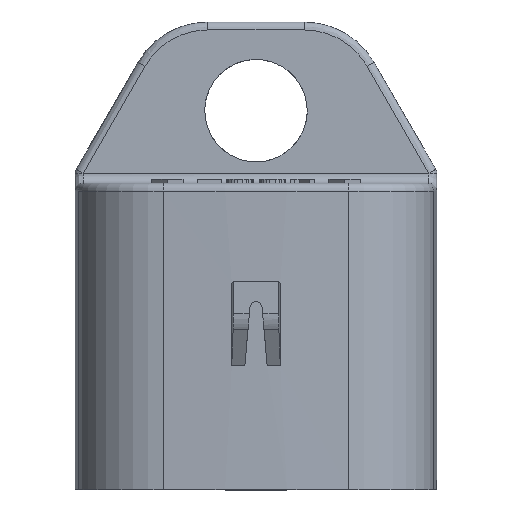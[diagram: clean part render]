
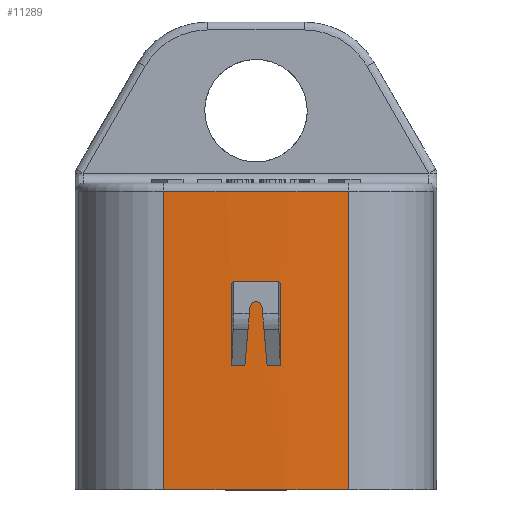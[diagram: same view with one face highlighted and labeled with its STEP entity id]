
A CAD part, top view. The second image highlights one B-rep face of the part: STEP entity #11289.
In plain terms, the highlighted cylindrical face has radius 77.824 mm (diameter 155.648 mm), a partial arc.
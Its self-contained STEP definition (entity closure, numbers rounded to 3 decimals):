
#42=CARTESIAN_POINT('',(0.,-19.25,-68.856));
#43=DIRECTION('',(0.,1.,0.));
#44=DIRECTION('',(-0.074,0.,0.997));
#45=AXIS2_PLACEMENT_3D('',#42,#43,#44);
#2887=DIRECTION('',(0.,1.,0.));
#2888=VECTOR('',#2887,18.5);
#2889=CARTESIAN_POINT('',(5.74,-19.25,8.756));
#2890=LINE('',#2889,#2888);
#2891=CARTESIAN_POINT('',(-0.69,-11.545,
8.965));
#2892=CARTESIAN_POINT('',(-0.585,-10.344,
8.966));
#2893=CARTESIAN_POINT('',(-0.48,-9.144,
8.967));
#2894=CARTESIAN_POINT('',(-0.375,-7.944,8.967));
#2896=CARTESIAN_POINT('',(0.375,-7.944,
8.967));
#2897=CARTESIAN_POINT('',(0.48,-9.144,
8.967));
#2898=CARTESIAN_POINT('',(0.585,-10.344,
8.966));
#2899=CARTESIAN_POINT('',(0.69,-11.545,
8.965));
#2901=CARTESIAN_POINT('',(0.69,-11.545,
8.965));
#2902=CARTESIAN_POINT('',(0.96,-11.549,
8.963));
#2903=CARTESIAN_POINT('',(1.23,-11.555,8.959));
#2904=CARTESIAN_POINT('',(1.5,-11.564,8.954));
#2906=DIRECTION('',(0.,1.,0.));
#2907=VECTOR('',#2906,5.079);
#2908=CARTESIAN_POINT('',(1.5,-11.564,8.954));
#2909=LINE('',#2908,#2907);
#2910=DIRECTION('',(0.,-1.,0.));
#2911=VECTOR('',#2910,5.079);
#2912=CARTESIAN_POINT('',(-1.5,-6.485,8.954));
#2913=LINE('',#2912,#2911);
#2914=CARTESIAN_POINT('',(-1.5,-11.564,8.954));
#2915=CARTESIAN_POINT('',(-1.23,-11.555,
8.959));
#2916=CARTESIAN_POINT('',(-0.96,-11.549,
8.963));
#2917=CARTESIAN_POINT('',(-0.69,-11.545,
8.965));
#2919=CARTESIAN_POINT('',(0.,-0.75,-68.856));
#2920=DIRECTION('',(0.,-1.,0.));
#2921=DIRECTION('',(0.074,0.,0.997));
#2922=AXIS2_PLACEMENT_3D('',#2919,#2920,#2921);
#2924=DIRECTION('',(0.,1.,0.));
#2925=VECTOR('',#2924,18.5);
#2926=CARTESIAN_POINT('',(-5.74,-19.25,8.756));
#2927=LINE('',#2926,#2925);
#2978=CARTESIAN_POINT('',(-1.5,-6.485,8.954));
#2979=CARTESIAN_POINT('',(-0.5,-6.484,8.973));
#2980=CARTESIAN_POINT('',(0.5,-6.484,8.973));
#2981=CARTESIAN_POINT('',(1.5,-6.485,8.954));
#3019=CARTESIAN_POINT('',(0.375,-7.944,
8.967));
#3020=CARTESIAN_POINT('',(0.371,-7.903,
8.967));
#3021=CARTESIAN_POINT('',(0.351,-7.822,
8.967));
#3022=CARTESIAN_POINT('',(0.281,-7.715,
8.968));
#3023=CARTESIAN_POINT('',(0.183,-7.64,
8.968));
#3024=CARTESIAN_POINT('',(0.061,-7.598,
8.968));
#3025=CARTESIAN_POINT('',(-0.061,-7.598,
8.968));
#3026=CARTESIAN_POINT('',(-0.183,-7.64,
8.968));
#3027=CARTESIAN_POINT('',(-0.281,-7.716,
8.968));
#3028=CARTESIAN_POINT('',(-0.351,-7.822,
8.967));
#3029=CARTESIAN_POINT('',(-0.371,-7.903,
8.967));
#3030=CARTESIAN_POINT('',(-0.375,-7.944,8.967));
#6380=CARTESIAN_POINT('',(-5.74,-19.25,8.756));
#6381=CARTESIAN_POINT('',(5.74,-19.25,8.756));
#6382=VERTEX_POINT('',#6380);
#6383=VERTEX_POINT('',#6381);
#6392=VERTEX_POINT('',#2891);
#6393=VERTEX_POINT('',#2894);
#6394=VERTEX_POINT('',#3019);
#6395=VERTEX_POINT('',#2899);
#6396=VERTEX_POINT('',#2904);
#6397=CARTESIAN_POINT('',(1.5,-6.485,8.954));
#6398=VERTEX_POINT('',#6397);
#6399=VERTEX_POINT('',#2978);
#6400=CARTESIAN_POINT('',(-1.5,-11.564,8.954));
#6401=VERTEX_POINT('',#6400);
#7060=CARTESIAN_POINT('',(-5.74,-0.75,8.756));
#7061=VERTEX_POINT('',#7060);
#7064=CARTESIAN_POINT('',(5.74,-0.75,8.756));
#7065=VERTEX_POINT('',#7064);
#11259=CARTESIAN_POINT('',(0.,-4.2,-68.856));
#11260=DIRECTION('',(0.,1.,0.));
#11261=DIRECTION('',(1.,0.,0.));
#11262=AXIS2_PLACEMENT_3D('',#11259,#11260,#11261);
#11263=CYLINDRICAL_SURFACE('',#11262,77.824);
#11265=ORIENTED_EDGE('',*,*,#11264,.F.);
#11266=ORIENTED_EDGE('',*,*,#11254,.F.);
#11267=ORIENTED_EDGE('',*,*,#7782,.F.);
#11268=ORIENTED_EDGE('',*,*,#10448,.T.);
#11269=EDGE_LOOP('',(#11265,#11266,#11267,#11268));
#11270=FACE_OUTER_BOUND('',#11269,.F.);
#11272=ORIENTED_EDGE('',*,*,#11271,.T.);
#11274=ORIENTED_EDGE('',*,*,#11273,.F.);
#11276=ORIENTED_EDGE('',*,*,#11275,.T.);
#11278=ORIENTED_EDGE('',*,*,#11277,.T.);
#11280=ORIENTED_EDGE('',*,*,#11279,.T.);
#11282=ORIENTED_EDGE('',*,*,#11281,.F.);
#11284=ORIENTED_EDGE('',*,*,#11283,.T.);
#11286=ORIENTED_EDGE('',*,*,#11285,.T.);
#11287=EDGE_LOOP('',(#11272,#11274,#11276,#11278,#11280,#11282,#11284,#11286));
#11288=FACE_BOUND('',#11287,.F.);
#11289=ADVANCED_FACE('',(#11270,#11288),#11263,.T.);
#46=CIRCLE('',#45,77.824);
#2895=B_SPLINE_CURVE_WITH_KNOTS('',3,(#2891,#2892,#2893,#2894),.UNSPECIFIED.,
.F.,.F.,(4,4),(0.,1.),.UNSPECIFIED.);
#2900=B_SPLINE_CURVE_WITH_KNOTS('',3,(#2896,#2897,#2898,#2899),.UNSPECIFIED.,
.F.,.F.,(4,4),(0.,1.),.UNSPECIFIED.);
#2905=B_SPLINE_CURVE_WITH_KNOTS('',3,(#2901,#2902,#2903,#2904),.UNSPECIFIED.,
.F.,.F.,(4,4),(0.,1.),.UNSPECIFIED.);
#2918=B_SPLINE_CURVE_WITH_KNOTS('',3,(#2914,#2915,#2916,#2917),.UNSPECIFIED.,
.F.,.F.,(4,4),(0.,1.),.UNSPECIFIED.);
#2923=CIRCLE('',#2922,77.824);
#2982=B_SPLINE_CURVE_WITH_KNOTS('',3,(#2978,#2979,#2980,#2981),.UNSPECIFIED.,
.F.,.F.,(4,4),(0.,1.),.UNSPECIFIED.);
#3031=B_SPLINE_CURVE_WITH_KNOTS('',3,(#3019,#3020,#3021,#3022,#3023,#3024,#3025,
#3026,#3027,#3028,#3029,#3030),.UNSPECIFIED.,.F.,.F.,(4,1,1,1,1,1,1,1,1,4),
(0.,0.111,0.222,0.333,0.444,
0.556,0.667,0.778,0.889,1.),
.UNSPECIFIED.);
#7782=EDGE_CURVE('',#6382,#6383,#46,.T.);
#10448=EDGE_CURVE('',#6382,#7061,#2927,.T.);
#11254=EDGE_CURVE('',#6383,#7065,#2890,.T.);
#11264=EDGE_CURVE('',#7065,#7061,#2923,.T.);
#11271=EDGE_CURVE('',#6392,#6393,#2895,.T.);
#11273=EDGE_CURVE('',#6394,#6393,#3031,.T.);
#11275=EDGE_CURVE('',#6394,#6395,#2900,.T.);
#11277=EDGE_CURVE('',#6395,#6396,#2905,.T.);
#11279=EDGE_CURVE('',#6396,#6398,#2909,.T.);
#11281=EDGE_CURVE('',#6399,#6398,#2982,.T.);
#11283=EDGE_CURVE('',#6399,#6401,#2913,.T.);
#11285=EDGE_CURVE('',#6401,#6392,#2918,.T.);
